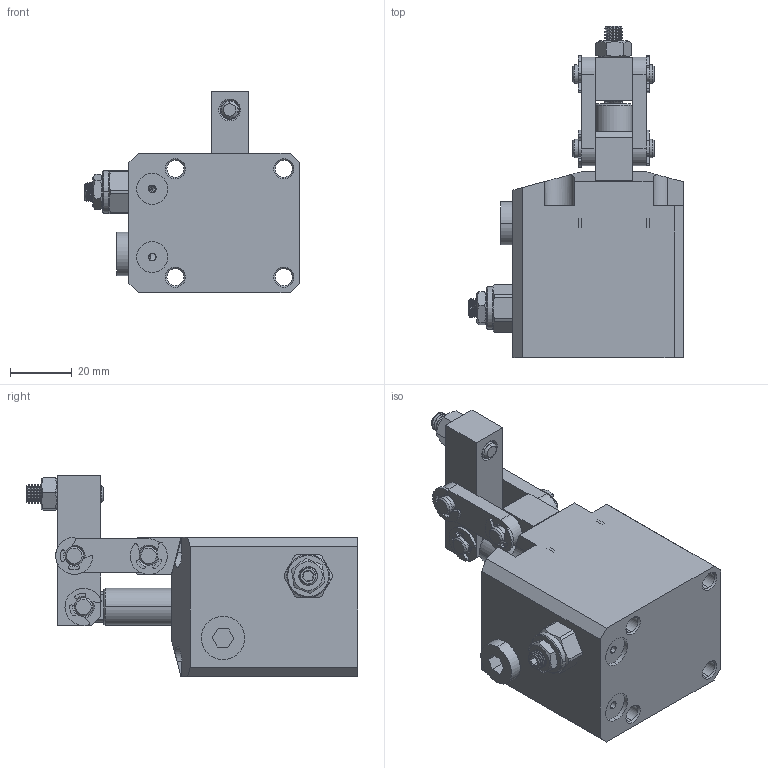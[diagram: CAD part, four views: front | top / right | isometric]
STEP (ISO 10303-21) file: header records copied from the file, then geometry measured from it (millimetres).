
FILE_DESCRIPTION (( 'STEP AP203' ), '1' );
FILE_NAME ('CBLU-25CR話裝蚐揤詰.STEP', '2019-04-14T05:44:13', ( '' ), ( '' ), 'SwSTEP 2.0', 'SolidWorks 2017', '' );
FILE_SCHEMA (( 'CONFIG_CONTROL_DESIGN' ));
Length unit declared in the file: millimetre
Products named in the file (12): 傻种粣_1; 蟀裝_1; socket set screw flat point_iso2_ISO 4026 - M6 x 4-S_1; hex nuts, style 1-grades ab gb_GB_FASTENER_NUT_SNAB1 M6-N_1; CZL10覃厒概_1_1; 酗种粣_1; 揤旋_1; 囀鞠褒黑芛郔陔_1; 活塞杆_1_1; CR掛极_1_1; CBLU-25CR話裝蚐揤詰; e rings gb_GB_CONNECTING_PIECE_RINGS_HR 6_1
Assembly tree (21 placements, depth 2):
  CBLU-25CR話裝蚐揤詰
    CR掛极_1_1
    活塞杆_1_1
    揤旋_1
    蟀裝_1  x2
    hex nuts, style 1-grades ab gb_GB_FASTENER_NUT_SNAB1 M6-N_1
    e rings gb_GB_CONNECTING_PIECE_RINGS_HR 6_1  x9
    酗种粣_1  x2
    傻种粣_1
    socket set screw flat point_iso2_ISO 4026 - M6 x 4-S_1
    囀鞠褒黑芛郔陔_1
    CZL10覃厒概_1_1
Bounding box: 69.3 x 107 x 65 mm (x, y, z)
Volume: 142794.9 mm3; surface area: 43566.2 mm2
Topology: 26 solids, 26 shells, 1016 faces, 2589 edges, 1642 vertices
Faces by surface type: cylinder 457, plane 243, cone 237, bspline 75, torus 4
Entity records: 33840 total; most frequent: CARTESIAN_POINT 14278, ORIENTED_EDGE 3934, DIRECTION 3652, EDGE_CURVE 1967, AXIS2_PLACEMENT_3D 1427, VERTEX_POINT 1234, EDGE_LOOP 859, VECTOR 798
